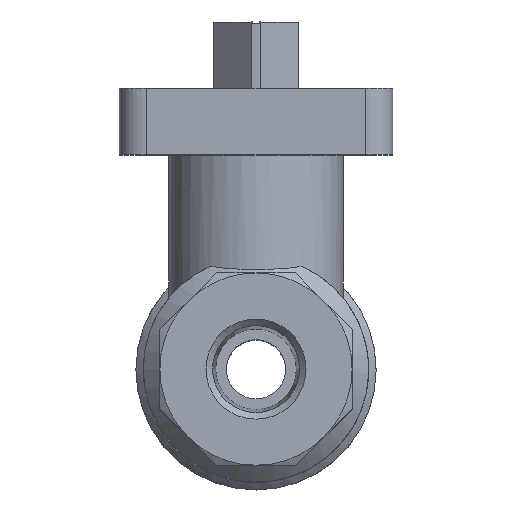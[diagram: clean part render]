
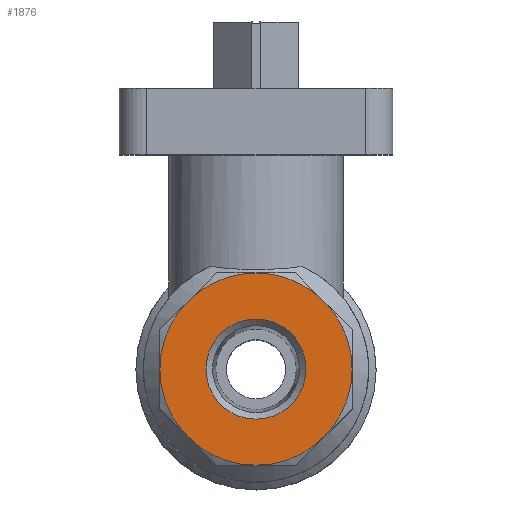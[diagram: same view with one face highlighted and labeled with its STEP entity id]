
A CAD part, top view. The second image highlights one B-rep face of the part: STEP entity #1876.
In plain terms, the highlighted planar face has unit normal (0, 0, 1).
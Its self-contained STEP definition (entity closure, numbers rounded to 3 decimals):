
#106=CIRCLE('',#2029,13.);
#107=CIRCLE('',#2031,13.);
#108=CIRCLE('',#2033,13.);
#109=CIRCLE('',#2035,13.);
#110=CIRCLE('',#2037,13.);
#111=CIRCLE('',#2039,13.);
#112=CIRCLE('',#2041,13.);
#113=CIRCLE('',#2043,13.);
#114=CIRCLE('',#2044,6.766);
#629=ORIENTED_EDGE('',*,*,#1111,.F.);
#630=ORIENTED_EDGE('',*,*,#1117,.F.);
#631=ORIENTED_EDGE('',*,*,#1116,.F.);
#632=ORIENTED_EDGE('',*,*,#1118,.F.);
#633=ORIENTED_EDGE('',*,*,#1115,.F.);
#634=ORIENTED_EDGE('',*,*,#1114,.F.);
#635=ORIENTED_EDGE('',*,*,#1113,.F.);
#636=ORIENTED_EDGE('',*,*,#1112,.F.);
#637=ORIENTED_EDGE('',*,*,#1119,.T.);
#1111=EDGE_CURVE('',#1346,#1348,#106,.T.);
#1112=EDGE_CURVE('',#1348,#1350,#107,.T.);
#1113=EDGE_CURVE('',#1350,#1352,#108,.T.);
#1114=EDGE_CURVE('',#1352,#1354,#109,.T.);
#1115=EDGE_CURVE('',#1354,#1356,#110,.T.);
#1116=EDGE_CURVE('',#1342,#1344,#111,.T.);
#1117=EDGE_CURVE('',#1344,#1346,#112,.T.);
#1118=EDGE_CURVE('',#1356,#1342,#113,.T.);
#1119=EDGE_CURVE('',#1357,#1357,#114,.T.);
#1342=VERTEX_POINT('',#3030);
#1344=VERTEX_POINT('',#3043);
#1346=VERTEX_POINT('',#3055);
#1348=VERTEX_POINT('',#3067);
#1350=VERTEX_POINT('',#3079);
#1352=VERTEX_POINT('',#3091);
#1354=VERTEX_POINT('',#3103);
#1356=VERTEX_POINT('',#3115);
#1357=VERTEX_POINT('',#3137);
#1540=EDGE_LOOP('',(#629,#630,#631,#632,#633,#634,#635,#636));
#1541=EDGE_LOOP('',(#637));
#1681=FACE_BOUND('',#1540,.T.);
#1682=FACE_BOUND('',#1541,.T.);
#1792=PLANE('',#2042);
#1876=ADVANCED_FACE('',(#1681,#1682),#1792,.F.);
#2029=AXIS2_PLACEMENT_3D('',#3121,#2345,#2346);
#2031=AXIS2_PLACEMENT_3D('',#3123,#2349,#2350);
#2033=AXIS2_PLACEMENT_3D('',#3125,#2353,#2354);
#2035=AXIS2_PLACEMENT_3D('',#3127,#2357,#2358);
#2037=AXIS2_PLACEMENT_3D('',#3129,#2361,#2362);
#2039=AXIS2_PLACEMENT_3D('',#3131,#2365,#2366);
#2041=AXIS2_PLACEMENT_3D('',#3133,#2369,#2370);
#2042=AXIS2_PLACEMENT_3D('',#3134,#2371,#2372);
#2043=AXIS2_PLACEMENT_3D('',#3135,#2373,#2374);
#2044=AXIS2_PLACEMENT_3D('',#3136,#2375,#2376);
#2345=DIRECTION('',(0.,0.,-1.));
#2346=DIRECTION('',(-1.,0.,0.));
#2349=DIRECTION('',(0.,0.,-1.));
#2350=DIRECTION('',(-1.,0.,0.));
#2353=DIRECTION('',(0.,0.,-1.));
#2354=DIRECTION('',(-1.,0.,0.));
#2357=DIRECTION('',(0.,0.,-1.));
#2358=DIRECTION('',(-1.,0.,0.));
#2361=DIRECTION('',(0.,0.,-1.));
#2362=DIRECTION('',(-1.,0.,0.));
#2365=DIRECTION('',(0.,0.,-1.));
#2366=DIRECTION('',(-1.,0.,0.));
#2369=DIRECTION('',(0.,0.,-1.));
#2370=DIRECTION('',(-1.,0.,0.));
#2371=DIRECTION('',(0.,0.,-1.));
#2372=DIRECTION('',(-1.,0.,0.));
#2373=DIRECTION('',(0.,0.,-1.));
#2374=DIRECTION('',(-1.,0.,0.));
#2375=DIRECTION('',(0.,0.,-1.));
#2376=DIRECTION('',(-1.,0.,0.));
#3030=CARTESIAN_POINT('',(-13.,0.,0.));
#3043=CARTESIAN_POINT('',(-9.192,9.192,0.));
#3055=CARTESIAN_POINT('',(0.,13.,0.));
#3067=CARTESIAN_POINT('',(9.192,9.192,0.));
#3079=CARTESIAN_POINT('',(13.,0.,0.));
#3091=CARTESIAN_POINT('',(9.192,-9.192,0.));
#3103=CARTESIAN_POINT('',(0.,-13.,0.));
#3115=CARTESIAN_POINT('',(-9.192,-9.192,0.));
#3121=CARTESIAN_POINT('',(0.,0.,0.));
#3123=CARTESIAN_POINT('',(0.,0.,0.));
#3125=CARTESIAN_POINT('',(0.,0.,0.));
#3127=CARTESIAN_POINT('',(0.,0.,0.));
#3129=CARTESIAN_POINT('',(0.,0.,0.));
#3131=CARTESIAN_POINT('',(0.,0.,0.));
#3133=CARTESIAN_POINT('',(0.,0.,0.));
#3134=CARTESIAN_POINT('',(0.,0.,0.));
#3135=CARTESIAN_POINT('',(0.,0.,0.));
#3136=CARTESIAN_POINT('',(0.,0.,0.));
#3137=CARTESIAN_POINT('',(-6.766,0.,0.));
